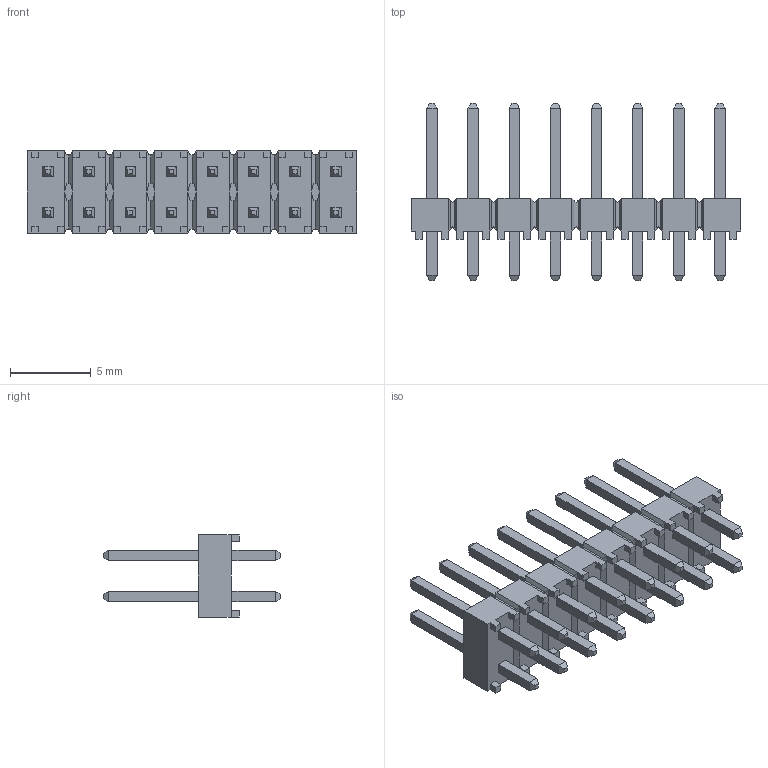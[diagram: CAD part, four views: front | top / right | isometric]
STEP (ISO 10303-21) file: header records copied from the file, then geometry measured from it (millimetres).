
FILE_DESCRIPTION(/* description */ ('STEP AP214'),/* implementation_level */ '2;1');
FILE_NAME(/* name */ 'TSW-108-07-T-D',/* time_stamp */ '2024-02-26T10:20:22+01:00',/* author */ ('License CC BY-ND 4.0'),/* organization */ ('CADENAS'),/* preprocessor_version */ 'ST-DEVELOPER v19.3',/* originating_system */ 'PARTsolutions',/* authorisation */ ' ');
FILE_SCHEMA (('AUTOMOTIVE_DESIGN {1 0 10303 214 3 1 1}'));
Length unit declared in the file: inch
Products named in the file (3): TSW-108-07-T-D; TSW-108-07-T-D_body; T-1S6-07-TSW-1-07-8-D
Assembly tree (2 placements, depth 2):
  TSW-108-07-T-D
    TSW-108-07-T-D_body
    T-1S6-07-TSW-1-07-8-D
Bounding box: 20.32 x 10.92 x 5.08 mm (x, y, z)
Volume: 264.2 mm3; surface area: 1008.9 mm2
Topology: 2 solids, 2 shells, 660 faces, 1646 edges, 1008 vertices
Faces by surface type: plane 660
Entity records: 19036 total; most frequent: CARTESIAN_POINT 3317, ORIENTED_EDGE 3292, DIRECTION 2972, EDGE_CURVE 1646, LINE 1646, VECTOR 1646, VERTEX_POINT 1008, EDGE_LOOP 724
